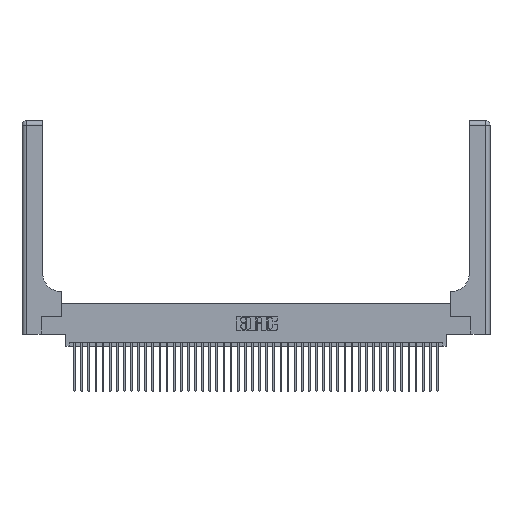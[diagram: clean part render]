
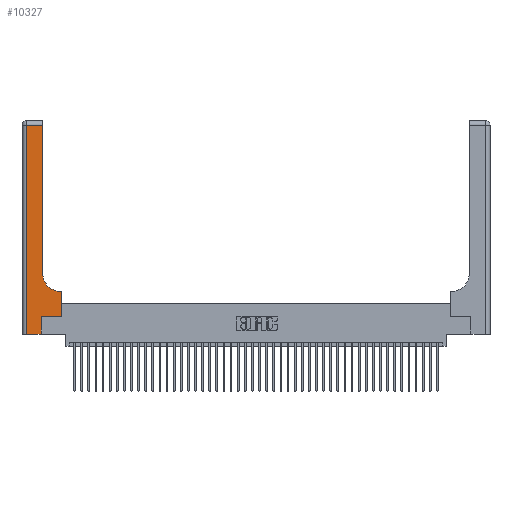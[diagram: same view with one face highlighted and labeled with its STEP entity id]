
A CAD part, top view. The second image highlights one B-rep face of the part: STEP entity #10327.
In plain terms, the highlighted planar face has unit normal (0, 0, 1).
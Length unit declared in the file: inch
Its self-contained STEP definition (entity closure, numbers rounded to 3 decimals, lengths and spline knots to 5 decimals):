
#627 = VERTEX_POINT ( 'NONE', #3664 ) ;
#774 = CARTESIAN_POINT ( 'NONE',  ( 0.2915, 0.85, 0.37 ) ) ;
#1203 = VERTEX_POINT ( 'NONE', #31079 ) ;
#1278 = PLANE ( 'NONE',  #27633 ) ;
#1729 = VECTOR ( 'NONE', #41546, 39.37008 ) ;
#1798 = FACE_OUTER_BOUND ( 'NONE', #29720, .T. ) ;
#3664 = CARTESIAN_POINT ( 'NONE',  ( 0.5415, 0.6, 0.37 ) ) ;
#4342 = VECTOR ( 'NONE', #28230, 39.37008 ) ;
#4399 = CARTESIAN_POINT ( 'NONE',  ( 0.2915, 3., 0.37 ) ) ;
#4475 = DIRECTION ( 'NONE',  ( -1., 0., 0. ) ) ;
#5060 = CARTESIAN_POINT ( 'NONE',  ( 0.269, 0.25, 0.37 ) ) ;
#7561 = ORIENTED_EDGE ( 'NONE', *, *, #39193, .T. ) ;
#7745 = VERTEX_POINT ( 'NONE', #40047 ) ;
#9278 = LINE ( 'NONE', #4399, #17982 ) ;
#10327 = ADVANCED_FACE ( 'NONE', ( #1798 ), #1278, .F. ) ;
#11029 = AXIS2_PLACEMENT_3D ( 'NONE', #43161, #29864, #12566 ) ;
#11173 = LINE ( 'NONE', #32371, #20473 ) ;
#11177 = CARTESIAN_POINT ( 'NONE',  ( 0.269, 0., 0.37 ) ) ;
#11209 = EDGE_CURVE ( 'NONE', #1203, #7745, #23987, .T. ) ;
#12285 = ORIENTED_EDGE ( 'NONE', *, *, #23381, .T. ) ;
#12384 = LINE ( 'NONE', #20405, #17307 ) ;
#12566 = DIRECTION ( 'NONE',  ( 1., 0., 0. ) ) ;
#13524 = ORIENTED_EDGE ( 'NONE', *, *, #15946, .T. ) ;
#13646 = LINE ( 'NONE', #31112, #1729 ) ;
#14598 = CARTESIAN_POINT ( 'NONE',  ( 0.269, 0.25, 0.37 ) ) ;
#15256 = CARTESIAN_POINT ( 'NONE',  ( 0., 3., 0.37 ) ) ;
#15946 = EDGE_CURVE ( 'NONE', #29408, #36847, #17419, .T. ) ;
#17288 = ORIENTED_EDGE ( 'NONE', *, *, #27329, .T. ) ;
#17307 = VECTOR ( 'NONE', #20541, 39.37008 ) ;
#17419 = LINE ( 'NONE', #38998, #4342 ) ;
#17982 = VECTOR ( 'NONE', #22202, 39.37008 ) ;
#19407 = CARTESIAN_POINT ( 'NONE',  ( 0.06, 3., 0.37 ) ) ;
#19973 = CARTESIAN_POINT ( 'NONE',  ( 0., 0., 0.37 ) ) ;
#20405 = CARTESIAN_POINT ( 'NONE',  ( 0., 2.94, 0.37 ) ) ;
#20473 = VECTOR ( 'NONE', #4475, 39.37008 ) ;
#20541 = DIRECTION ( 'NONE',  ( -1., 0., 0. ) ) ;
#21214 = ORIENTED_EDGE ( 'NONE', *, *, #28197, .T. ) ;
#21567 = VERTEX_POINT ( 'NONE', #22818 ) ;
#21790 = ORIENTED_EDGE ( 'NONE', *, *, #11209, .T. ) ;
#22156 = ORIENTED_EDGE ( 'NONE', *, *, #25603, .T. ) ;
#22202 = DIRECTION ( 'NONE',  ( 0., 1., 0. ) ) ;
#22665 = VERTEX_POINT ( 'NONE', #24578 ) ;
#22818 = CARTESIAN_POINT ( 'NONE',  ( 0.5585, 0.6, 0.37 ) ) ;
#23381 = EDGE_CURVE ( 'NONE', #627, #38867, #38558, .T. ) ;
#23491 = VECTOR ( 'NONE', #40237, 39.37008 ) ;
#23987 = LINE ( 'NONE', #19407, #23491 ) ;
#24327 = DIRECTION ( 'NONE',  ( 1., 0., 0. ) ) ;
#24578 = CARTESIAN_POINT ( 'NONE',  ( 0.2915, 2.94, 0.37 ) ) ;
#25603 = EDGE_CURVE ( 'NONE', #36847, #27029, #39113, .T. ) ;
#26204 = DIRECTION ( 'NONE',  ( -1., 0., 0. ) ) ;
#27029 = VERTEX_POINT ( 'NONE', #38837 ) ;
#27329 = EDGE_CURVE ( 'NONE', #22665, #1203, #12384, .T. ) ;
#27633 = AXIS2_PLACEMENT_3D ( 'NONE', #15256, #39803, #26204 ) ;
#28197 = EDGE_CURVE ( 'NONE', #21567, #627, #11173, .T. ) ;
#28230 = DIRECTION ( 'NONE',  ( 0., 1., 0. ) ) ;
#29408 = VERTEX_POINT ( 'NONE', #11177 ) ;
#29720 = EDGE_LOOP ( 'NONE', ( #41345, #17288, #21790, #7561, #13524, #22156, #34154, #21214, #12285 ) ) ;
#29864 = DIRECTION ( 'NONE',  ( 0., 0., -1. ) ) ;
#29934 = LINE ( 'NONE', #19973, #31009 ) ;
#30989 = VECTOR ( 'NONE', #39791, 39.37008 ) ;
#31009 = VECTOR ( 'NONE', #24327, 39.37008 ) ;
#31079 = CARTESIAN_POINT ( 'NONE',  ( 0.06, 2.94, 0.37 ) ) ;
#31112 = CARTESIAN_POINT ( 'NONE',  ( 0.5585, 0.25, 0.37 ) ) ;
#32371 = CARTESIAN_POINT ( 'NONE',  ( 0.2915, 0.6, 0.37 ) ) ;
#34154 = ORIENTED_EDGE ( 'NONE', *, *, #39249, .T. ) ;
#36847 = VERTEX_POINT ( 'NONE', #14598 ) ;
#38558 = CIRCLE ( 'NONE', #11029, 0.25 ) ;
#38837 = CARTESIAN_POINT ( 'NONE',  ( 0.5585, 0.25, 0.37 ) ) ;
#38867 = VERTEX_POINT ( 'NONE', #774 ) ;
#38998 = CARTESIAN_POINT ( 'NONE',  ( 0.269, 0., 0.37 ) ) ;
#39113 = LINE ( 'NONE', #5060, #30989 ) ;
#39193 = EDGE_CURVE ( 'NONE', #7745, #29408, #29934, .T. ) ;
#39249 = EDGE_CURVE ( 'NONE', #27029, #21567, #13646, .T. ) ;
#39593 = EDGE_CURVE ( 'NONE', #38867, #22665, #9278, .T. ) ;
#39791 = DIRECTION ( 'NONE',  ( 1., 0., 0. ) ) ;
#39803 = DIRECTION ( 'NONE',  ( 0., 0., -1. ) ) ;
#40047 = CARTESIAN_POINT ( 'NONE',  ( 0.06, 0., 0.37 ) ) ;
#40237 = DIRECTION ( 'NONE',  ( 0., -1., 0. ) ) ;
#41345 = ORIENTED_EDGE ( 'NONE', *, *, #39593, .T. ) ;
#41546 = DIRECTION ( 'NONE',  ( 0., 1., 0. ) ) ;
#43161 = CARTESIAN_POINT ( 'NONE',  ( 0.5415, 0.85, 0.37 ) ) ;
